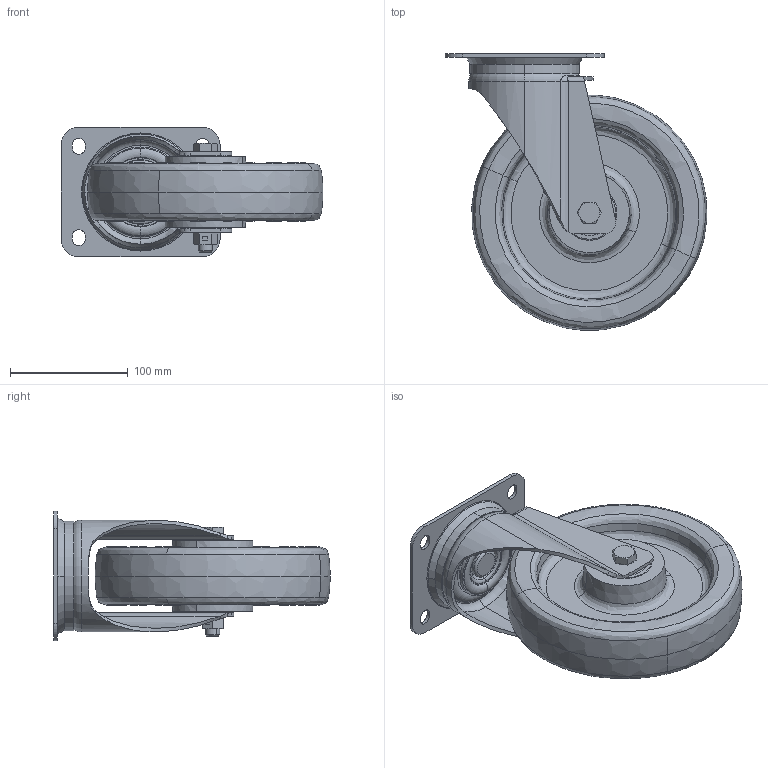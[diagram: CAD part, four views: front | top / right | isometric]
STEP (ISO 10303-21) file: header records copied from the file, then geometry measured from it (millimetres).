
FILE_DESCRIPTION (( 'STEP AP214' ), '1' );
FILE_NAME ('0056237.step', '2023-08-01T08:31:31', ( '' ), ( '' ), 'SwSTEP 2.0', 'SolidWorks 2020', '' );
FILE_SCHEMA (( 'AUTOMOTIVE_DESIGN' ));
Length unit declared in the file: millimetre
Products named in the file (1): 0056237
Bounding box: 222.34 x 234.84 x 110 mm (x, y, z)
Surface area: 241546.8 mm2 (no closed solid volume)
Topology: 0 solids, 25 shells, 384 faces, 847 edges, 508 vertices
Faces by surface type: cylinder 104, plane 100, torus 80, cone 54, bspline 42, sphere 4
Entity records: 19298 total; most frequent: CARTESIAN_POINT 6440, DIRECTION 1892, ORIENTED_EDGE 1642, EDGE_CURVE 839, AXIS2_PLACEMENT_3D 821, VERTEX_POINT 504, CIRCLE 478, EDGE_LOOP 440
